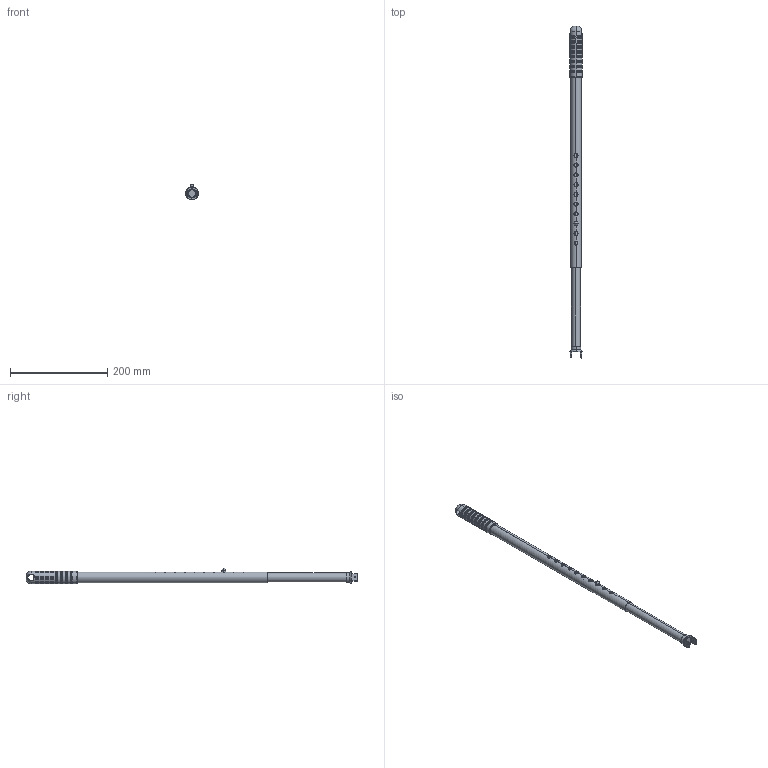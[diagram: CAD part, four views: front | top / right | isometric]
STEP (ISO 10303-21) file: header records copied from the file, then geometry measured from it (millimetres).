
FILE_DESCRIPTION (( 'STEP AP203' ), '1' );
FILE_NAME ('Adjustable handle ASS.STEP', '2023-04-23T21:06:59', ( '' ), ( '' ), 'SwSTEP 2.0', 'SolidWorks 2021', '' );
FILE_SCHEMA (( 'CONFIG_CONTROL_DESIGN' ));
Length unit declared in the file: millimetre
Products named in the file (6): Adjustable handle ASS; CU; Extender; Handle Upper Part; clip; rubber handle
Assembly tree (5 placements, depth 2):
  Adjustable handle ASS
    Extender
    clip
    Handle Upper Part
    rubber handle
    CU
Bounding box: 26 x 681.95 x 32.02 mm (x, y, z)
Volume: 88633.1 mm3; surface area: 107668.3 mm2
Topology: 5 solids, 5 shells, 274 faces, 685 edges, 448 vertices
Faces by surface type: cylinder 155, plane 83, bspline 26, torus 8, sphere 2
Entity records: 13325 total; most frequent: CARTESIAN_POINT 6214, ORIENTED_EDGE 1360, DIRECTION 1346, EDGE_CURVE 680, AXIS2_PLACEMENT_3D 558, VERTEX_POINT 445, EDGE_LOOP 335, CIRCLE 302
